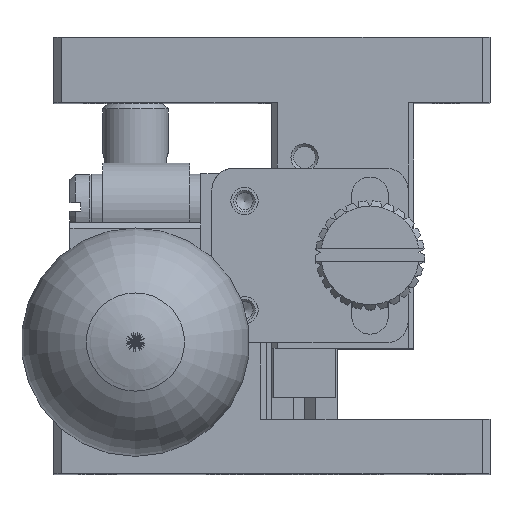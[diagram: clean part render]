
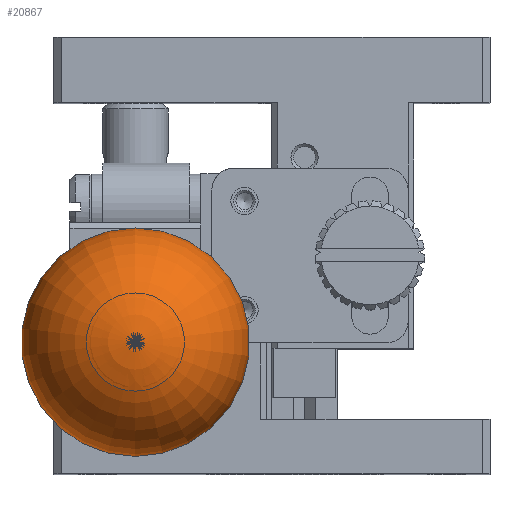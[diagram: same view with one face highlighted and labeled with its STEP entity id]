
A CAD part, top view. The second image highlights one B-rep face of the part: STEP entity #20867.
In plain terms, the highlighted toroidal (fillet/blend) face has major radius 0.017 mm and minor radius 10.5 mm.
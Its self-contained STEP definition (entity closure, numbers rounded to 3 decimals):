
#1725 = ORIENTED_EDGE ( 'NONE', *, *, #55623, .F. ) ;
#4001 = VERTEX_POINT ( 'NONE', #45032 ) ;
#15789 = AXIS2_PLACEMENT_3D ( 'NONE', #27875, #63113, #75475 ) ;
#20867 = ADVANCED_FACE ( 'NONE', ( #57654 ), #23202, .T. ) ;
#23202 = TOROIDAL_SURFACE ( 'NONE', #15789, 0.017, 10.5 ) ;
#27773 = AXIS2_PLACEMENT_3D ( 'NONE', #44474, #62232, #55285 ) ;
#27875 = CARTESIAN_POINT ( 'NONE',  ( 7.5, 12., 35.005 ) ) ;
#44474 = CARTESIAN_POINT ( 'NONE',  ( 7.5, 12., 44.5 ) ) ;
#45032 = CARTESIAN_POINT ( 'NONE',  ( 7.5, 7.5, 44.5 ) ) ;
#55285 = DIRECTION ( 'NONE',  ( 0., -1., 0. ) ) ;
#55623 = EDGE_CURVE ( 'NONE', #4001, #4001, #61151, .T. ) ;
#57654 = FACE_OUTER_BOUND ( 'NONE', #60492, .T. ) ;
#60492 = EDGE_LOOP ( 'NONE', ( #1725 ) ) ;
#61151 = CIRCLE ( 'NONE', #27773, 4.5 ) ;
#62232 = DIRECTION ( 'NONE',  ( 0., 0., -1. ) ) ;
#63113 = DIRECTION ( 'NONE',  ( 0., 0., -1. ) ) ;
#75475 = DIRECTION ( 'NONE',  ( 0., -1., 0. ) ) ;
